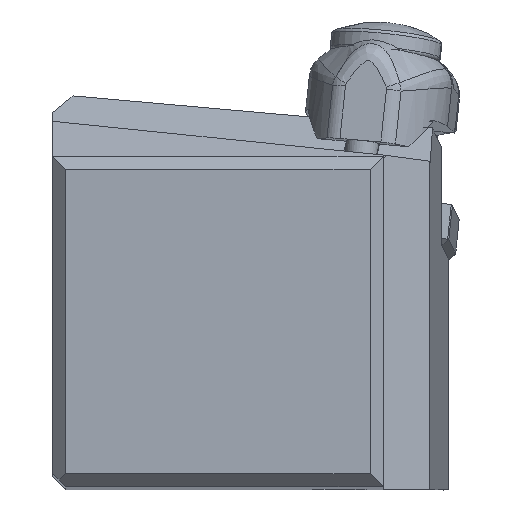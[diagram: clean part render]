
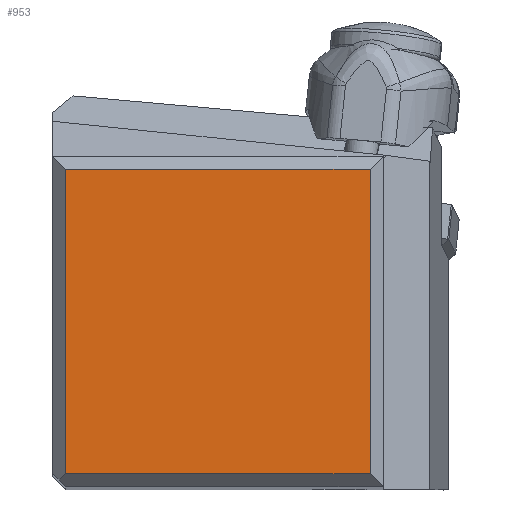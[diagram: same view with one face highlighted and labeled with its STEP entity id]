
A CAD part, top view. The second image highlights one B-rep face of the part: STEP entity #953.
In plain terms, the highlighted planar face has unit normal (0, 0, 1).
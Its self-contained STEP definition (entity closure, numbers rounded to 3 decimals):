
#707=FACE_OUTER_BOUND('',#1310,.T.);
#953=ADVANCED_FACE('',(#707),#1207,.T.);
#1207=PLANE('',#4612);
#1310=EDGE_LOOP('',(#1654,#1655,#1656,#1657));
#1654=ORIENTED_EDGE('',*,*,#3385,.F.);
#1655=ORIENTED_EDGE('',*,*,#3384,.F.);
#1656=ORIENTED_EDGE('',*,*,#3386,.F.);
#1657=ORIENTED_EDGE('',*,*,#3387,.F.);
#2940=VERTEX_POINT('',#6230);
#2941=VERTEX_POINT('',#6232);
#2942=VERTEX_POINT('',#6236);
#2943=VERTEX_POINT('',#6238);
#3384=EDGE_CURVE('',#2941,#2940,#4043,.T.);
#3385=EDGE_CURVE('',#2940,#2942,#4044,.T.);
#3386=EDGE_CURVE('',#2943,#2941,#4045,.T.);
#3387=EDGE_CURVE('',#2942,#2943,#4046,.T.);
#4043=LINE('',#6233,#4268);
#4044=LINE('',#6235,#4269);
#4045=LINE('',#6237,#4270);
#4046=LINE('',#6239,#4271);
#4268=VECTOR('',#5141,1.);
#4269=VECTOR('',#5144,1.);
#4270=VECTOR('',#5145,1.);
#4271=VECTOR('',#5146,1.);
#4612=AXIS2_PLACEMENT_3D('',#6240,#5147,#5148);
#5141=DIRECTION('',(1.,0.,0.));
#5144=DIRECTION('',(0.,-1.,0.));
#5145=DIRECTION('',(0.,1.,0.));
#5146=DIRECTION('',(-1.,0.,0.));
#5147=DIRECTION('',(0.,0.,1.));
#5148=DIRECTION('',(1.,0.,0.));
#6230=CARTESIAN_POINT('',(24.4,24.4,0.));
#6232=CARTESIAN_POINT('',(1.,24.4,0.));
#6233=CARTESIAN_POINT('',(1.,24.4,0.));
#6235=CARTESIAN_POINT('',(24.4,24.4,0.));
#6236=CARTESIAN_POINT('',(24.4,1.,0.));
#6237=CARTESIAN_POINT('',(1.,1.,0.));
#6238=CARTESIAN_POINT('',(1.,1.,0.));
#6239=CARTESIAN_POINT('',(24.4,1.,0.));
#6240=CARTESIAN_POINT('',(12.7,12.7,0.));
